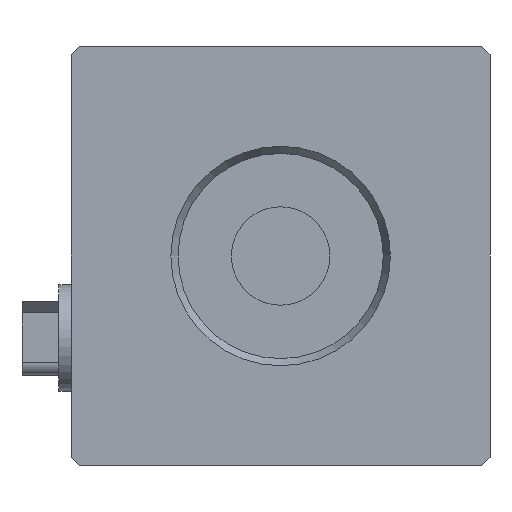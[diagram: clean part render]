
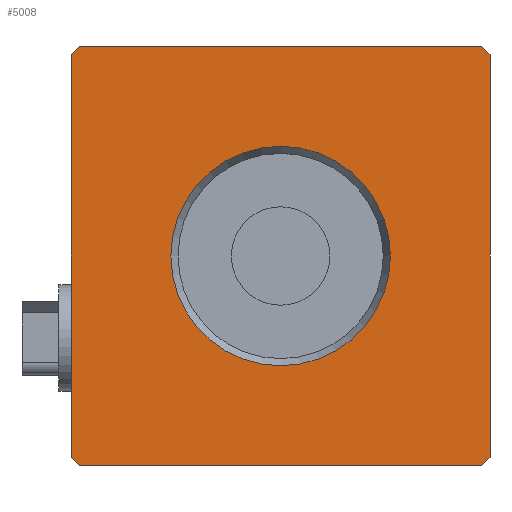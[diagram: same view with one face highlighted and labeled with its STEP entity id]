
A CAD part, front view. The second image highlights one B-rep face of the part: STEP entity #5008.
In plain terms, the highlighted planar face has unit normal (0, -1, 0).
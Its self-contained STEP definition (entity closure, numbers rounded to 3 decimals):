
#242=LINE('',#7668,#617);
#312=LINE('',#7852,#687);
#331=LINE('',#7906,#706);
#334=LINE('',#7912,#709);
#337=LINE('',#7922,#712);
#340=LINE('',#7928,#715);
#350=LINE('',#7954,#725);
#353=LINE('',#7959,#728);
#617=VECTOR('',#6021,1000.);
#687=VECTOR('',#6175,1000.);
#706=VECTOR('',#6212,1000.);
#709=VECTOR('',#6217,1000.);
#712=VECTOR('',#6226,1000.);
#715=VECTOR('',#6231,1000.);
#725=VECTOR('',#6249,1000.);
#728=VECTOR('',#6254,1000.);
#1189=ORIENTED_EDGE('',*,*,#2575,.F.);
#1190=ORIENTED_EDGE('',*,*,#2427,.F.);
#1191=ORIENTED_EDGE('',*,*,#2574,.F.);
#1192=ORIENTED_EDGE('',*,*,#2571,.F.);
#1193=ORIENTED_EDGE('',*,*,#2558,.F.);
#1194=ORIENTED_EDGE('',*,*,#2555,.F.);
#1195=ORIENTED_EDGE('',*,*,#2550,.F.);
#1196=ORIENTED_EDGE('',*,*,#2547,.F.);
#1197=ORIENTED_EDGE('',*,*,#2520,.F.);
#2427=EDGE_CURVE('',#3142,#3143,#242,.T.);
#2520=EDGE_CURVE('',#3143,#3215,#312,.T.);
#2547=EDGE_CURVE('',#3215,#3241,#331,.T.);
#2550=EDGE_CURVE('',#3241,#3243,#334,.T.);
#2555=EDGE_CURVE('',#3243,#3247,#337,.T.);
#2558=EDGE_CURVE('',#3247,#3249,#340,.T.);
#2571=EDGE_CURVE('',#3249,#3261,#350,.T.);
#2574=EDGE_CURVE('',#3261,#3142,#353,.T.);
#2575=EDGE_CURVE('',#3262,#3262,#3674,.T.);
#3142=VERTEX_POINT('',#7667);
#3143=VERTEX_POINT('',#7669);
#3215=VERTEX_POINT('',#7853);
#3241=VERTEX_POINT('',#7907);
#3243=VERTEX_POINT('',#7913);
#3247=VERTEX_POINT('',#7923);
#3249=VERTEX_POINT('',#7929);
#3261=VERTEX_POINT('',#7955);
#3262=VERTEX_POINT('',#7962);
#3674=CIRCLE('',#5434,13.366);
#3982=EDGE_LOOP('',(#1189));
#3983=EDGE_LOOP('',(#1190,#1191,#1192,#1193,#1194,#1195,#1196,#1197));
#4427=FACE_BOUND('',#3982,.T.);
#4428=FACE_BOUND('',#3983,.T.);
#4852=PLANE('',#5433);
#5008=ADVANCED_FACE('',(#4427,#4428),#4852,.F.);
#5433=AXIS2_PLACEMENT_3D('',#7960,#6255,#6256);
#5434=AXIS2_PLACEMENT_3D('',#7961,#6257,#6258);
#6021=DIRECTION('',(0.,0.,1.));
#6175=DIRECTION('',(0.707,0.,0.707));
#6212=DIRECTION('',(1.,0.,0.));
#6217=DIRECTION('',(0.707,0.,-0.707));
#6226=DIRECTION('',(0.,0.,-1.));
#6231=DIRECTION('',(-0.707,0.,-0.707));
#6249=DIRECTION('',(-1.,0.,0.));
#6254=DIRECTION('',(-0.707,0.,0.707));
#6255=DIRECTION('',(0.,1.,0.));
#6256=DIRECTION('',(0.,0.,1.));
#6257=DIRECTION('',(0.,-1.,0.));
#6258=DIRECTION('',(0.,0.,-1.));
#7667=CARTESIAN_POINT('',(-25.5,-72.35,-24.5));
#7668=CARTESIAN_POINT('',(-25.5,-72.35,-24.5));
#7669=CARTESIAN_POINT('',(-25.5,-72.35,24.5));
#7852=CARTESIAN_POINT('',(-25.5,-72.35,24.5));
#7853=CARTESIAN_POINT('',(-24.5,-72.35,25.5));
#7906=CARTESIAN_POINT('',(-24.5,-72.35,25.5));
#7907=CARTESIAN_POINT('',(24.5,-72.35,25.5));
#7912=CARTESIAN_POINT('',(24.5,-72.35,25.5));
#7913=CARTESIAN_POINT('',(25.5,-72.35,24.5));
#7922=CARTESIAN_POINT('',(25.5,-72.35,24.5));
#7923=CARTESIAN_POINT('',(25.5,-72.35,-24.5));
#7928=CARTESIAN_POINT('',(25.5,-72.35,-24.5));
#7929=CARTESIAN_POINT('',(24.5,-72.35,-25.5));
#7954=CARTESIAN_POINT('',(24.5,-72.35,-25.5));
#7955=CARTESIAN_POINT('',(-24.5,-72.35,-25.5));
#7959=CARTESIAN_POINT('',(-24.5,-72.35,-25.5));
#7960=CARTESIAN_POINT('',(0.,-72.35,0.));
#7961=CARTESIAN_POINT('',(0.,-72.35,0.));
#7962=CARTESIAN_POINT('',(0.,-72.35,-13.366));
